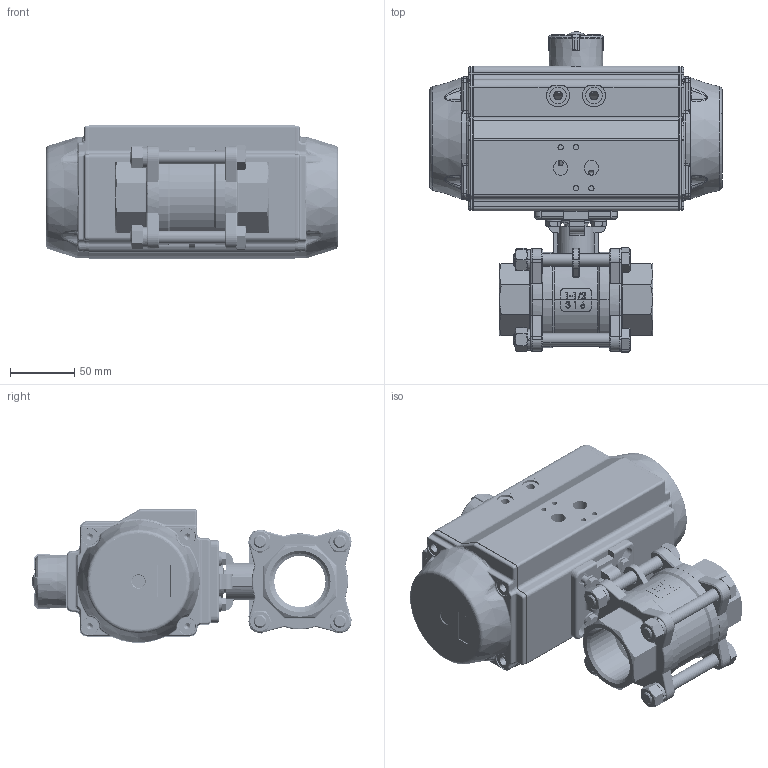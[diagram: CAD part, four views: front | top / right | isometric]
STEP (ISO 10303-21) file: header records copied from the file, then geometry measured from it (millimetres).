
FILE_DESCRIPTION(/* description */ ('Unknown'),/* implementation_level */ '2;1');
FILE_NAME(/* name */ 'PE04 9336-08',/* time_stamp */ '2025-01-20T13:12:52+01:00',/* author */ ('Unknown'),/* organization */ ('Unknown'),/* preprocessor_version */ 'ST-DEVELOPER v19.4',/* originating_system */ 'Solid Edge',/* authorisation */ 'Unknown');
FILE_SCHEMA (('AUTOMOTIVE_DESIGN {1 0 10303 214 3 1 1}'));
Products named in the file (24): PE049336-08; 9336-08_oa_0; 概裝; 概裝蹟譫; 概裔; 蹟邡; 弹簧垫圈B_GB_FASTENER_WASHER_SW 10; 碟型垫圈; 蹟譫B_GB_FASTENER_NUT_SNC1 M10-N; 概极; O型圈; 滅侂え; DIN126-M6; DIN 933 M6x18 A2-70 BLK_EDST; PD05_PE04; VTE85____; Optische Anzeige; ______; ________(___________; cup head nib bolts with large head gb_GB_FASTENER_BOLT_CHNBW M6X25-N; huosai85; zhou85; vt85-2016-06-25  _______MIR; vt85-2016-06-25
Assembly tree (44 placements, depth 4):
  PE049336-08
    9336-08_oa_0
      概裝
      概裝蹟譫
      概裔  x2
      蹟邡  x4
      弹簧垫圈B_GB_FASTENER_WASHER_SW 10  x4
      碟型垫圈  x2
      蹟譫B_GB_FASTENER_NUT_SNC1 M10-N  x4
      概极
      O型圈
      滅侂え
    DIN126-M6  x4
    DIN 933 M6x18 A2-70 BLK_EDST  x4
    PD05_PE04
      VTE85____
      Optische Anzeige
        ______
        ________(___________  x4
        cup head nib bolts with large head gb_GB_FASTENER_BOLT_CHNBW M6X25-N
      huosai85  x2
      zhou85
      vt85-2016-06-25  _______MIR
      vt85-2016-06-25
Bounding box: 228 x 250.15 x 104.5 mm (x, y, z)
Volume: 1415400.5 mm3; surface area: 423026.9 mm2
Topology: 41 solids, 41 shells, 3787 faces, 9398 edges, 5804 vertices
Faces by surface type: plane 1168, cylinder 1004, bspline 696, torus 538, cone 368, sphere 13
Full cylindrical faces by diameter (mm): 3 x16, 3.3 x8, 4 x2, 4.134 x8, 4.66 x1, 4.917 x13, 5 x1, 6 x5, 6.2 x1, 6.6 x4, 6.647 x6, 10 x4, 11.445 x2, 12 x6, 13 x10, 16.2 x1, 16.5 x1, 18.7 x1, 20 x7, 23 x12, 26 x1, 27 x1, 31.5 x1, 32.2 x1, 32.4 x1, 36 x4, 38.5 x1, 73 x2, 79.2 x2, 80 x2
Entity records: 126078 total; most frequent: CARTESIAN_POINT 63814, ORIENTED_EDGE 13616, DIRECTION 11393, EDGE_CURVE 6808, AXIS2_PLACEMENT_3D 4521, VERTEX_POINT 4368, FACE_BOUND 3296, EDGE_LOOP 3284
